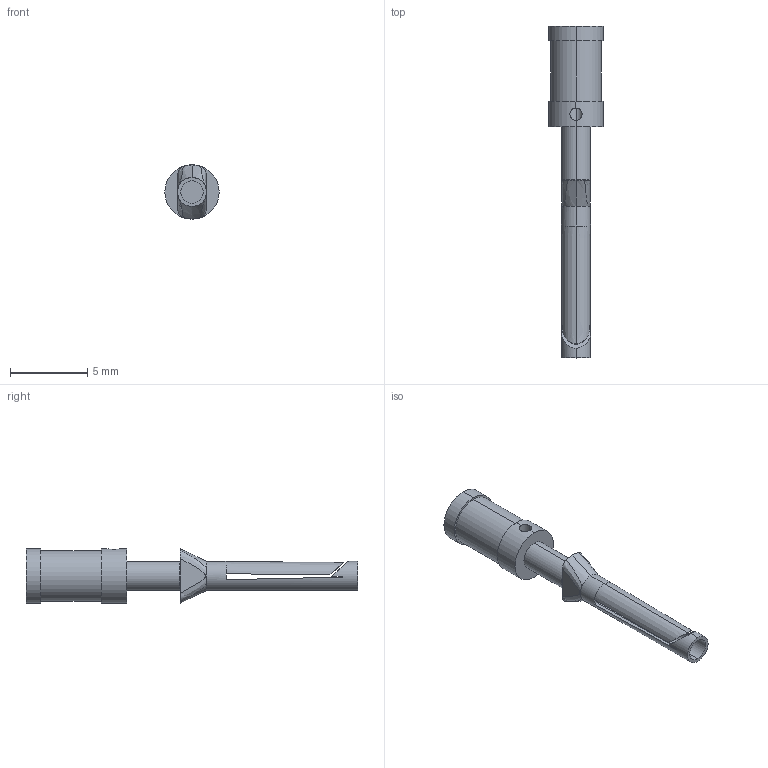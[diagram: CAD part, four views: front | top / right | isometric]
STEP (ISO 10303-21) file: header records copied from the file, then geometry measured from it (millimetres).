
FILE_DESCRIPTION (( 'STEP AP214' ), '1' );
FILE_NAME ('ZP-MC-CC-F10A-14G.step', '2015-08-12T18:19:23', ( '' ), ( '' ), 'SwSTEP 2.0', 'SolidWorks 2014', '' );
FILE_SCHEMA (( 'AUTOMOTIVE_DESIGN' ));
Length unit declared in the file: millimetre
Products named in the file (1): ZP-MC-CC-F10A-14G
Bounding box: 3.52 x 21.5 x 3.52 mm (x, y, z)
Volume: 75.5 mm3; surface area: 259.8 mm2
Topology: 1 solids, 1 shells, 52 faces, 131 edges, 84 vertices
Faces by surface type: plane 25, cylinder 18, cone 7, bspline 2
Entity records: 1894 total; most frequent: CARTESIAN_POINT 650, ORIENTED_EDGE 262, DIRECTION 248, EDGE_CURVE 131, AXIS2_PLACEMENT_3D 102, VERTEX_POINT 84, EDGE_LOOP 59, ADVANCED_FACE 52
